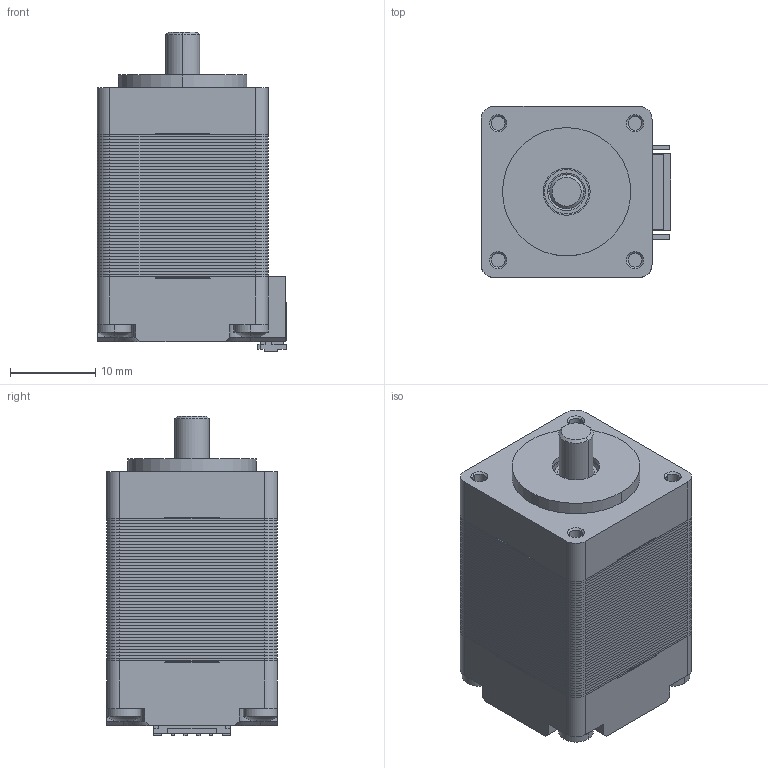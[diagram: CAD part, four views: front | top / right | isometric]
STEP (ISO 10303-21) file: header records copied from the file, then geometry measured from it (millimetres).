
FILE_DESCRIPTION((''),'2;1');
FILE_NAME('3_1_01_020_0008_SW0001','2020-12-10T09:48:58',('wujiahao'),(''),'CREO PARAMETRIC BY PTC INC, 2017110','CREO PARAMETRIC BY PTC INC, 2017110','');
FILE_SCHEMA(('CONFIG_CONTROL_DESIGN'));
Products named in the file (1): 3_1_01_020_0008_SW0001
Bounding box: 22.2 x 20 x 37.4 mm (x, y, z)
Surface area: 10109.4 mm2 (no closed solid volume)
Topology: 0 solids, 3784 shells, 6679 faces, 25828 edges, 22770 vertices
Faces by surface type: cylinder 4623, plane 2000, cone 24, torus 16, sphere 8, extrusion 4, bspline 4
Entity records: 269692 total; most frequent: CARTESIAN_POINT 56666, DIRECTION 49243, ORIENTED_EDGE 29890, EDGE_CURVE 25828, VERTEX_POINT 22770, AXIS2_PLACEMENT_3D 16842, VECTOR 15559, LINE 15555
